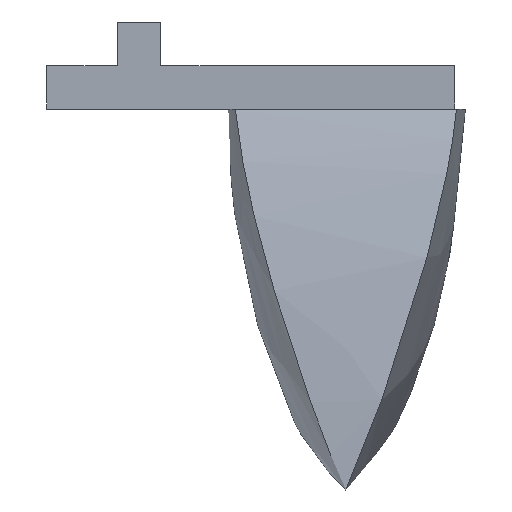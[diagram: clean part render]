
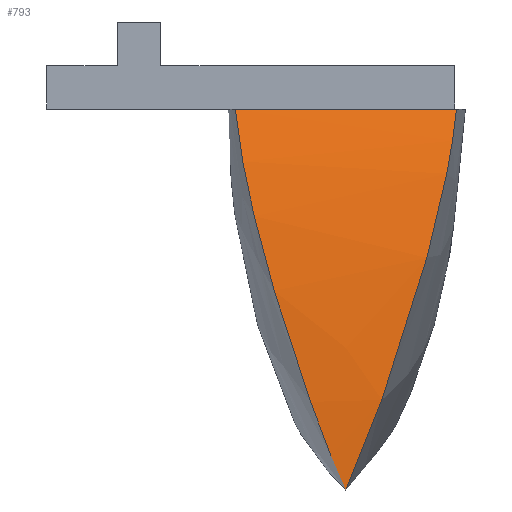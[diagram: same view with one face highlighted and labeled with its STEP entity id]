
A CAD part, left-side view. The second image highlights one B-rep face of the part: STEP entity #793.
In plain terms, the highlighted free-form (B-spline) face has degree [1, 3] with [3, 10] control points.
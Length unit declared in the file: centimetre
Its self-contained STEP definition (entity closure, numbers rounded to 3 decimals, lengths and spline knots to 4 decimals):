
#18=B_SPLINE_SURFACE_WITH_KNOTS('',1,3,((#1407,#1408,#1409,#1410,#1411,
#1412,#1413,#1414,#1415,#1416),(#1417,#1418,#1419,#1420,#1421,#1422,#1423,
#1424,#1425,#1426),(#1427,#1428,#1429,#1430,#1431,#1432,#1433,#1434,#1435,
#1436)),.UNSPECIFIED.,.F.,.F.,.F.,(2,1,2),(4,3,3,4),(-1.2023,
0.,2.8751),(-0.5124,-0.4436,-0.0297,
0.),.UNSPECIFIED.);
#60=FACE_OUTER_BOUND('',#100,.T.);
#100=EDGE_LOOP('',(#701,#702,#703));
#120=B_SPLINE_CURVE_WITH_KNOTS('',3,(#1387,#1388,#1389,#1390,#1391,#1392,
#1393,#1394,#1395,#1396),.UNSPECIFIED.,.F.,.F.,(4,2,2,2,4),(-0.0036,
0.,11.1135,14.5662,14.573),.UNSPECIFIED.);
#123=B_SPLINE_CURVE_WITH_KNOTS('',3,(#1437,#1438,#1439,#1440,#1441,#1442,
#1443,#1444,#1445,#1446,#1447,#1448,#1449,#1450,#1451,#1452,#1453,#1454,
#1455,#1456,#1457,#1458,#1459,#1460,#1461),.UNSPECIFIED.,.F.,.F.,(4,3,3,
3,3,3,3,3,4),(5.7833,5.8291,8.1158,8.5755,
10.1756,11.3818,12.0127,14.9759,14.978),
 .UNSPECIFIED.);
#172=LINE('',#1125,#263);
#263=VECTOR('',#910,1.);
#349=VERTEX_POINT('',#1119);
#350=VERTEX_POINT('',#1124);
#373=VERTEX_POINT('',#1386);
#427=EDGE_CURVE('',#350,#349,#172,.T.);
#486=EDGE_CURVE('',#373,#350,#120,.T.);
#489=EDGE_CURVE('',#349,#373,#123,.T.);
#701=ORIENTED_EDGE('',*,*,#486,.T.);
#702=ORIENTED_EDGE('',*,*,#427,.T.);
#703=ORIENTED_EDGE('',*,*,#489,.T.);
#793=ADVANCED_FACE('',(#60),#18,.T.);
#910=DIRECTION('',(0.,1.,0.));
#1119=CARTESIAN_POINT('',(6.9832,-17.3463,35.));
#1124=CARTESIAN_POINT('',(6.9832,-37.6537,35.));
#1125=CARTESIAN_POINT('',(6.9832,-36.6537,35.));
#1386=CARTESIAN_POINT('',(0.,-27.5,0.));
#1387=CARTESIAN_POINT('Ctrl Pts',(0.,-27.5,0.));
#1388=CARTESIAN_POINT('Ctrl Pts',(0.,-27.5005,
0.0011));
#1389=CARTESIAN_POINT('Ctrl Pts',(0.,-27.501,
0.0021));
#1390=CARTESIAN_POINT('Ctrl Pts',(0.,-29.1334,
3.3289));
#1391=CARTESIAN_POINT('Ctrl Pts',(0.001,-33.4717,
14.8013));
#1392=CARTESIAN_POINT('Ctrl Pts',(3.9371,-36.7392,28.613));
#1393=CARTESIAN_POINT('Ctrl Pts',(5.2116,-37.3783,31.9788));
#1394=CARTESIAN_POINT('Ctrl Pts',(6.976,-37.6526,34.9877));
#1395=CARTESIAN_POINT('Ctrl Pts',(6.9796,-37.6532,34.9938));
#1396=CARTESIAN_POINT('Ctrl Pts',(6.9832,-37.6537,35.));
#1407=CARTESIAN_POINT('Ctrl Pts',(10.5604,-63.7062,40.897));
#1408=CARTESIAN_POINT('Ctrl Pts',(9.4424,-63.1969,39.056));
#1409=CARTESIAN_POINT('Ctrl Pts',(8.3245,-62.6875,37.215));
#1410=CARTESIAN_POINT('Ctrl Pts',(7.2066,-62.1782,35.374));
#1411=CARTESIAN_POINT('Ctrl Pts',(0.4821,-59.1145,24.3003));
#1412=CARTESIAN_POINT('Ctrl Pts',(0.0323,-38.045,
6.9644));
#1413=CARTESIAN_POINT('Ctrl Pts',(0.0022,-29.2023,
1.0821));
#1414=CARTESIAN_POINT('Ctrl Pts',(0.,-28.5683,
0.6603));
#1415=CARTESIAN_POINT('Ctrl Pts',(0.,-27.9971,
0.2975));
#1416=CARTESIAN_POINT('Ctrl Pts',(0.,-27.5,0.));
#1417=CARTESIAN_POINT('Ctrl Pts',(10.5604,-38.1347,40.897));
#1418=CARTESIAN_POINT('Ctrl Pts',(9.4424,-37.9851,39.056));
#1419=CARTESIAN_POINT('Ctrl Pts',(8.3245,-37.8355,37.215));
#1420=CARTESIAN_POINT('Ctrl Pts',(7.2066,-37.6859,35.374));
#1421=CARTESIAN_POINT('Ctrl Pts',(0.4821,-36.786,24.3003));
#1422=CARTESIAN_POINT('Ctrl Pts',(0.0323,-30.5974,
6.9644));
#1423=CARTESIAN_POINT('Ctrl Pts',(0.0022,-28.,1.0821));
#1424=CARTESIAN_POINT('Ctrl Pts',(0.,-27.8138,
0.6603));
#1425=CARTESIAN_POINT('Ctrl Pts',(0.,-27.646,
0.2975));
#1426=CARTESIAN_POINT('Ctrl Pts',(0.,-27.5,0.));
#1427=CARTESIAN_POINT('Ctrl Pts',(10.5604,23.0162,40.897));
#1428=CARTESIAN_POINT('Ctrl Pts',(9.4424,22.3056,39.056));
#1429=CARTESIAN_POINT('Ctrl Pts',(8.3245,21.5949,37.215));
#1430=CARTESIAN_POINT('Ctrl Pts',(7.2066,20.8843,35.374));
#1431=CARTESIAN_POINT('Ctrl Pts',(0.4821,16.6097,24.3003));
#1432=CARTESIAN_POINT('Ctrl Pts',(0.0323,-12.7872,
6.9644));
#1433=CARTESIAN_POINT('Ctrl Pts',(0.0022,-25.1249,
1.0821));
#1434=CARTESIAN_POINT('Ctrl Pts',(0.,-26.0095,
0.6603));
#1435=CARTESIAN_POINT('Ctrl Pts',(0.,-26.8064,
0.2975));
#1436=CARTESIAN_POINT('Ctrl Pts',(0.,-27.5,0.));
#1437=CARTESIAN_POINT('Ctrl Pts',(6.9832,-17.3463,35.));
#1438=CARTESIAN_POINT('Ctrl Pts',(6.9474,-17.3518,34.9391));
#1439=CARTESIAN_POINT('Ctrl Pts',(6.9142,-17.3571,34.882));
#1440=CARTESIAN_POINT('Ctrl Pts',(6.8801,-17.3627,34.823));
#1441=CARTESIAN_POINT('Ctrl Pts',(5.1756,-17.6428,31.8754));
#1442=CARTESIAN_POINT('Ctrl Pts',(3.9333,-18.2681,28.5888));
#1443=CARTESIAN_POINT('Ctrl Pts',(3.018,-19.0238,25.3878));
#1444=CARTESIAN_POINT('Ctrl Pts',(2.834,-19.1758,24.7444));
#1445=CARTESIAN_POINT('Ctrl Pts',(2.6606,-19.3351,24.0953));
#1446=CARTESIAN_POINT('Ctrl Pts',(2.497,-19.5014,23.4407));
#1447=CARTESIAN_POINT('Ctrl Pts',(1.9271,-20.0803,21.1619));
#1448=CARTESIAN_POINT('Ctrl Pts',(1.4769,-20.7426,18.8225));
#1449=CARTESIAN_POINT('Ctrl Pts',(1.1259,-21.455,16.4946));
#1450=CARTESIAN_POINT('Ctrl Pts',(0.8613,-21.9921,14.7398));
#1451=CARTESIAN_POINT('Ctrl Pts',(0.6529,-22.5577,12.9916));
#1452=CARTESIAN_POINT('Ctrl Pts',(0.4915,-23.1382,11.2811));
#1453=CARTESIAN_POINT('Ctrl Pts',(0.4071,-23.4418,10.3864));
#1454=CARTESIAN_POINT('Ctrl Pts',(0.3352,-23.7516,9.4966));
#1455=CARTESIAN_POINT('Ctrl Pts',(0.2765,-24.0538,8.6489));
#1456=CARTESIAN_POINT('Ctrl Pts',(0.0004,-25.4731,
4.6677));
#1457=CARTESIAN_POINT('Ctrl Pts',(0.,-26.76,
1.5082));
#1458=CARTESIAN_POINT('Ctrl Pts',(0.,-27.4984,
0.0032));
#1459=CARTESIAN_POINT('Ctrl Pts',(0.,-27.499,
0.0021));
#1460=CARTESIAN_POINT('Ctrl Pts',(0.,-27.4995,
0.0011));
#1461=CARTESIAN_POINT('Ctrl Pts',(0.,-27.5,0.));
